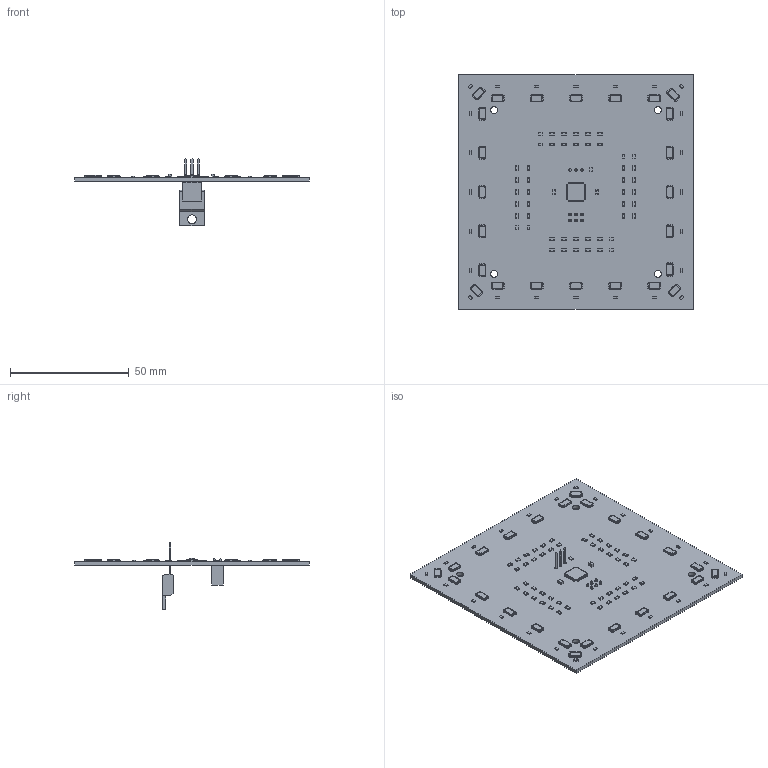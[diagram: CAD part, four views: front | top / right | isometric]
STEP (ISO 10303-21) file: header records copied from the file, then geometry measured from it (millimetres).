
FILE_DESCRIPTION(('KiCad electronic assembly'),'2;1');
FILE_NAME('Chi Chi.step','2023-04-11T08:45:05',('Pcbnew'),('Kicad'), 'Open CASCADE STEP processor 7.6','KiCad to STEP converter','Unknown' );
FILE_SCHEMA(('AUTOMOTIVE_DESIGN { 1 0 10303 214 1 1 1 1 }'));
Length unit declared in the file: millimetre
Products named in the file (16): Chi Chi 1; R_0805_2012Metric; SOLID; ALS-PT19-315C_L177_TR8; COMPOUND; SPMWHT541ML5XATMS6; C_0805_2012Metric; ATTINY828R-AUR; SSQ-103-01-T-D; TO-220-3_Vertical; _autosave-Chi Chi - GV2 PCB
Assembly tree (110 placements, depth 3):
  Chi Chi 1
    R_0805_2012Metric  x49
      SOLID
    ALS-PT19-315C_L177_TR8  x24
      COMPOUND
    SPMWHT541ML5XATMS6  x24
      COMPOUND
    C_0805_2012Metric  x2
      SOLID
    ATTINY828R-AUR
      COMPOUND
    SSQ-103-01-T-D
      COMPOUND
    TO-220-3_Vertical
      SOLID
    _autosave-Chi Chi - GV2 PCB
Bounding box: 99 x 99 x 28.52 mm (x, y, z)
Volume: 16816.7 mm3; surface area: 24470.3 mm2
Topology: 304 solids, 304 shells, 7229 faces, 19277 edges, 12786 vertices
Faces by surface type: plane 4895, cylinder 2334
Full cylindrical faces by diameter (mm): 1.02 x6, 1.1 x3, 3 x4, 3.735 x1
Entity records: 65562 total; most frequent: CARTESIAN_POINT 11364, DIRECTION 9531, LINE 6307, VECTOR 6307, ORIENTED_EDGE 4834, PCURVE 4834, DEFINITIONAL_REPRESENTATION 4834, EDGE_CURVE 2417
